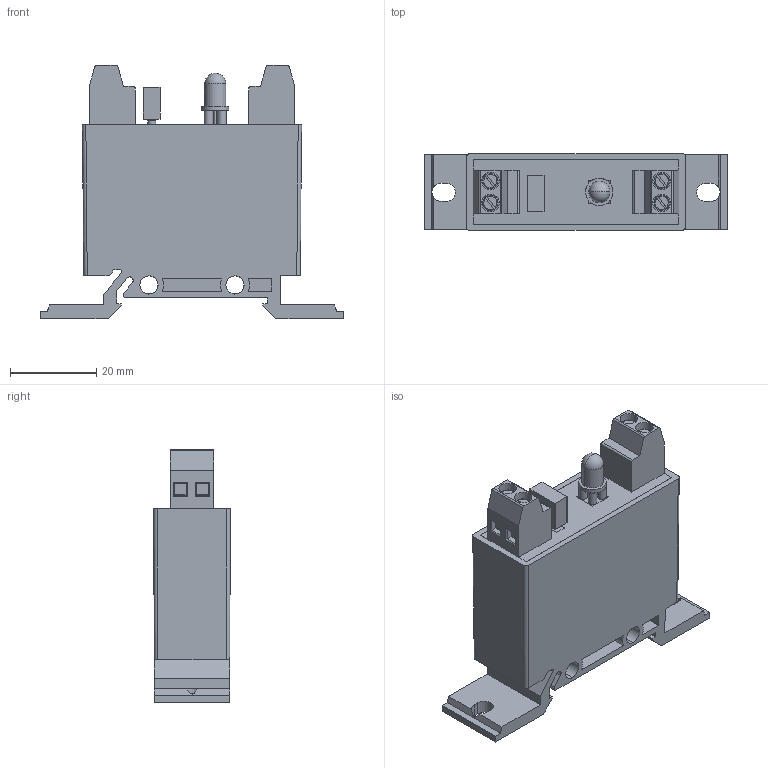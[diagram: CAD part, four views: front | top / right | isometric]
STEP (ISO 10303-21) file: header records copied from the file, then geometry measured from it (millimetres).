
FILE_DESCRIPTION (( 'STEP AP214' ), '1' );
FILE_NAME ('105002.STEP', '2011-07-09T16:48:43', ( 'LALo' ), ( 'Edi Foundation' ), 'SwSTEP 2.0', 'SolidWorks 2011', '' );
FILE_SCHEMA (( 'AUTOMOTIVE_DESIGN' ));
Length unit declared in the file: inch
Products named in the file (1): 105002
Bounding box: 70.37 x 17.79 x 58.67 mm (x, y, z)
Volume: 37875 mm3; surface area: 11934.1 mm2
Topology: 1 solids, 1 shells, 288 faces, 742 edges, 474 vertices
Faces by surface type: plane 196, cylinder 74, torus 16, sphere 2
Entity records: 10711 total; most frequent: CARTESIAN_POINT 1744, ORIENTED_EDGE 1476, DIRECTION 1430, EDGE_CURVE 738, VECTOR 514, LINE 514, VERTEX_POINT 472, AXIS2_PLACEMENT_3D 458
